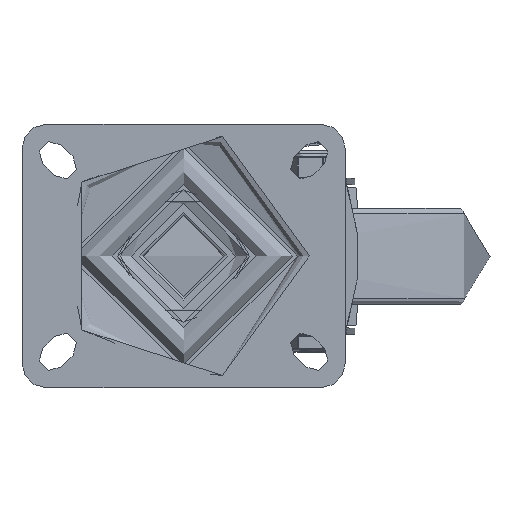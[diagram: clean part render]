
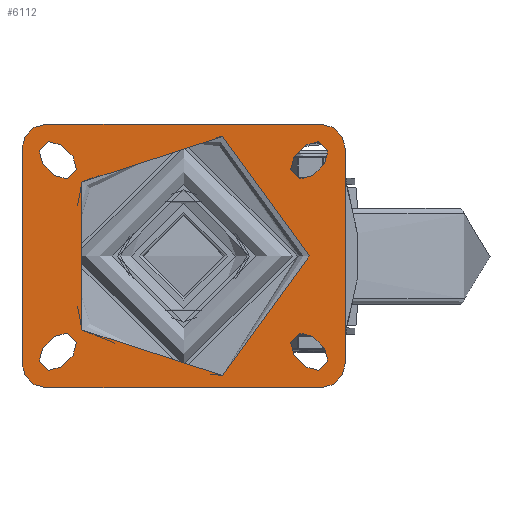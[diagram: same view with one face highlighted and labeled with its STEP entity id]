
A CAD part, top view. The second image highlights one B-rep face of the part: STEP entity #6112.
In plain terms, the highlighted planar face has unit normal (0, 0, 1).
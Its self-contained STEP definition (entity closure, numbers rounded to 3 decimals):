
#786=FACE_BOUND('',#1252,.T.);
#787=FACE_BOUND('',#1253,.T.);
#788=FACE_BOUND('',#1254,.T.);
#789=FACE_BOUND('',#1255,.T.);
#790=FACE_BOUND('',#1256,.T.);
#867=FACE_OUTER_BOUND('',#1251,.T.);
#1251=EDGE_LOOP('',(#4300,#4301,#4302,#4303,#4304,#4305,#4306,#4307));
#1252=EDGE_LOOP('',(#4308));
#1253=EDGE_LOOP('',(#4309,#4310,#4311,#4312));
#1254=EDGE_LOOP('',(#4313,#4314,#4315,#4316));
#1255=EDGE_LOOP('',(#4317,#4318,#4319,#4320));
#1256=EDGE_LOOP('',(#4321,#4322,#4323,#4324));
#1645=CIRCLE('',#6587,5.5);
#1646=CIRCLE('',#6589,5.5);
#1647=CIRCLE('',#6591,5.5);
#1648=CIRCLE('',#6593,5.5);
#1650=CIRCLE('',#6596,5.5);
#1651=CIRCLE('',#6598,5.5);
#1654=CIRCLE('',#6602,5.5);
#1655=CIRCLE('',#6604,5.5);
#1661=CIRCLE('',#6613,10.);
#1663=CIRCLE('',#6616,10.);
#1664=CIRCLE('',#6618,10.);
#1665=CIRCLE('',#6620,10.);
#1669=CIRCLE('',#6625,52.494);
#1938=LINE('',#11372,#2331);
#1939=LINE('',#11373,#2332);
#1940=LINE('',#11374,#2333);
#1941=LINE('',#11375,#2334);
#1942=LINE('',#11376,#2335);
#1943=LINE('',#11377,#2336);
#1944=LINE('',#11378,#2337);
#1945=LINE('',#11379,#2338);
#1946=LINE('',#11380,#2339);
#1947=LINE('',#11381,#2340);
#1948=LINE('',#11382,#2341);
#1949=LINE('',#11383,#2342);
#2331=VECTOR('',#7458,1000.);
#2332=VECTOR('',#7459,1000.);
#2333=VECTOR('',#7460,1000.);
#2334=VECTOR('',#7461,1000.);
#2335=VECTOR('',#7462,1000.);
#2336=VECTOR('',#7463,1000.);
#2337=VECTOR('',#7464,1000.);
#2338=VECTOR('',#7465,1000.);
#2339=VECTOR('',#7466,1000.);
#2340=VECTOR('',#7467,1000.);
#2341=VECTOR('',#7468,1000.);
#2342=VECTOR('',#7469,1000.);
#2702=VERTEX_POINT('',#8958);
#2703=VERTEX_POINT('',#8960);
#2704=VERTEX_POINT('',#8964);
#2705=VERTEX_POINT('',#8965);
#2706=VERTEX_POINT('',#8970);
#2707=VERTEX_POINT('',#8972);
#2708=VERTEX_POINT('',#8976);
#2709=VERTEX_POINT('',#8977);
#2712=VERTEX_POINT('',#8985);
#2713=VERTEX_POINT('',#8987);
#2714=VERTEX_POINT('',#8991);
#2715=VERTEX_POINT('',#8992);
#2720=VERTEX_POINT('',#9003);
#2721=VERTEX_POINT('',#9005);
#2722=VERTEX_POINT('',#9009);
#2723=VERTEX_POINT('',#9010);
#2730=VERTEX_POINT('',#9035);
#2731=VERTEX_POINT('',#9036);
#2734=VERTEX_POINT('',#9044);
#2735=VERTEX_POINT('',#9045);
#2736=VERTEX_POINT('',#9050);
#2737=VERTEX_POINT('',#9051);
#2738=VERTEX_POINT('',#9056);
#2739=VERTEX_POINT('',#9057);
#2743=VERTEX_POINT('',#9067);
#3273=EDGE_CURVE('',#2703,#2702,#1645,.T.);
#3275=EDGE_CURVE('',#2704,#2705,#1646,.T.);
#3279=EDGE_CURVE('',#2707,#2706,#1647,.T.);
#3281=EDGE_CURVE('',#2708,#2709,#1648,.T.);
#3286=EDGE_CURVE('',#2713,#2712,#1650,.T.);
#3288=EDGE_CURVE('',#2714,#2715,#1651,.T.);
#3294=EDGE_CURVE('',#2721,#2720,#1654,.T.);
#3296=EDGE_CURVE('',#2722,#2723,#1655,.T.);
#3307=EDGE_CURVE('',#2730,#2731,#1661,.T.);
#3311=EDGE_CURVE('',#2734,#2735,#1663,.T.);
#3314=EDGE_CURVE('',#2736,#2737,#1664,.T.);
#3317=EDGE_CURVE('',#2738,#2739,#1665,.T.);
#3323=EDGE_CURVE('',#2743,#2743,#1669,.T.);
#3358=EDGE_CURVE('',#2737,#2738,#1938,.T.);
#3359=EDGE_CURVE('',#2735,#2736,#1939,.T.);
#3360=EDGE_CURVE('',#2731,#2734,#1940,.T.);
#3361=EDGE_CURVE('',#2739,#2730,#1941,.T.);
#3362=EDGE_CURVE('',#2720,#2722,#1942,.T.);
#3363=EDGE_CURVE('',#2723,#2721,#1943,.T.);
#3364=EDGE_CURVE('',#2712,#2714,#1944,.T.);
#3365=EDGE_CURVE('',#2715,#2713,#1945,.T.);
#3366=EDGE_CURVE('',#2706,#2708,#1946,.T.);
#3367=EDGE_CURVE('',#2709,#2707,#1947,.T.);
#3368=EDGE_CURVE('',#2702,#2704,#1948,.T.);
#3369=EDGE_CURVE('',#2705,#2703,#1949,.T.);
#4300=ORIENTED_EDGE('',*,*,#3317,.F.);
#4301=ORIENTED_EDGE('',*,*,#3358,.F.);
#4302=ORIENTED_EDGE('',*,*,#3314,.F.);
#4303=ORIENTED_EDGE('',*,*,#3359,.F.);
#4304=ORIENTED_EDGE('',*,*,#3311,.F.);
#4305=ORIENTED_EDGE('',*,*,#3360,.F.);
#4306=ORIENTED_EDGE('',*,*,#3307,.F.);
#4307=ORIENTED_EDGE('',*,*,#3361,.F.);
#4308=ORIENTED_EDGE('',*,*,#3323,.F.);
#4309=ORIENTED_EDGE('',*,*,#3362,.T.);
#4310=ORIENTED_EDGE('',*,*,#3296,.T.);
#4311=ORIENTED_EDGE('',*,*,#3363,.T.);
#4312=ORIENTED_EDGE('',*,*,#3294,.T.);
#4313=ORIENTED_EDGE('',*,*,#3364,.T.);
#4314=ORIENTED_EDGE('',*,*,#3288,.T.);
#4315=ORIENTED_EDGE('',*,*,#3365,.T.);
#4316=ORIENTED_EDGE('',*,*,#3286,.T.);
#4317=ORIENTED_EDGE('',*,*,#3366,.T.);
#4318=ORIENTED_EDGE('',*,*,#3281,.T.);
#4319=ORIENTED_EDGE('',*,*,#3367,.T.);
#4320=ORIENTED_EDGE('',*,*,#3279,.T.);
#4321=ORIENTED_EDGE('',*,*,#3368,.T.);
#4322=ORIENTED_EDGE('',*,*,#3275,.T.);
#4323=ORIENTED_EDGE('',*,*,#3369,.T.);
#4324=ORIENTED_EDGE('',*,*,#3273,.T.);
#5959=PLANE('',#6670);
#6112=ADVANCED_FACE('',(#867,#786,#787,#788,#789,#790),#5959,.T.);
#6587=AXIS2_PLACEMENT_3D('',#8961,#7261,#7262);
#6589=AXIS2_PLACEMENT_3D('',#8966,#7266,#7267);
#6591=AXIS2_PLACEMENT_3D('',#8973,#7273,#7274);
#6593=AXIS2_PLACEMENT_3D('',#8978,#7278,#7279);
#6596=AXIS2_PLACEMENT_3D('',#8988,#7287,#7288);
#6598=AXIS2_PLACEMENT_3D('',#8993,#7292,#7293);
#6602=AXIS2_PLACEMENT_3D('',#9006,#7303,#7304);
#6604=AXIS2_PLACEMENT_3D('',#9011,#7308,#7309);
#6613=AXIS2_PLACEMENT_3D('',#9037,#7329,#7330);
#6616=AXIS2_PLACEMENT_3D('',#9046,#7337,#7338);
#6618=AXIS2_PLACEMENT_3D('',#9052,#7343,#7344);
#6620=AXIS2_PLACEMENT_3D('',#9058,#7349,#7350);
#6625=AXIS2_PLACEMENT_3D('',#9069,#7361,#7362);
#6670=AXIS2_PLACEMENT_3D('',#11371,#7456,#7457);
#7261=DIRECTION('center_axis',(0.,0.,-1.));
#7262=DIRECTION('ref_axis',(-1.,0.,0.));
#7266=DIRECTION('center_axis',(0.,0.,-1.));
#7267=DIRECTION('ref_axis',(-1.,0.,0.));
#7273=DIRECTION('center_axis',(0.,0.,-1.));
#7274=DIRECTION('ref_axis',(-1.,0.,0.));
#7278=DIRECTION('center_axis',(0.,0.,-1.));
#7279=DIRECTION('ref_axis',(-1.,0.,0.));
#7287=DIRECTION('center_axis',(0.,0.,-1.));
#7288=DIRECTION('ref_axis',(1.,0.,0.));
#7292=DIRECTION('center_axis',(0.,0.,-1.));
#7293=DIRECTION('ref_axis',(1.,0.,0.));
#7303=DIRECTION('center_axis',(0.,0.,-1.));
#7304=DIRECTION('ref_axis',(1.,0.,0.));
#7308=DIRECTION('center_axis',(0.,0.,-1.));
#7309=DIRECTION('ref_axis',(1.,0.,0.));
#7329=DIRECTION('center_axis',(0.,0.,-1.));
#7330=DIRECTION('ref_axis',(-0.707,0.707,0.));
#7337=DIRECTION('center_axis',(0.,0.,-1.));
#7338=DIRECTION('ref_axis',(0.707,0.707,0.));
#7343=DIRECTION('center_axis',(0.,0.,-1.));
#7344=DIRECTION('ref_axis',(0.707,-0.707,0.));
#7349=DIRECTION('center_axis',(0.,0.,-1.));
#7350=DIRECTION('ref_axis',(-0.707,-0.707,0.));
#7361=DIRECTION('center_axis',(0.,0.,1.));
#7362=DIRECTION('ref_axis',(-1.,0.,0.));
#7456=DIRECTION('center_axis',(0.,0.,1.));
#7457=DIRECTION('ref_axis',(1.,0.,0.));
#7458=DIRECTION('',(-1.,0.,0.));
#7459=DIRECTION('',(0.,-1.,0.));
#7460=DIRECTION('',(1.,0.,0.));
#7461=DIRECTION('',(0.,1.,0.));
#7462=DIRECTION('',(0.707,-0.707,0.));
#7463=DIRECTION('',(-0.707,0.707,0.));
#7464=DIRECTION('',(0.707,0.707,0.));
#7465=DIRECTION('',(-0.707,-0.707,0.));
#7466=DIRECTION('',(-0.707,-0.707,0.));
#7467=DIRECTION('',(0.707,0.707,0.));
#7468=DIRECTION('',(-0.707,0.707,0.));
#7469=DIRECTION('',(0.707,-0.707,0.));
#8958=CARTESIAN_POINT('',(51.086,-46.364,0.));
#8960=CARTESIAN_POINT('',(58.864,-38.586,0.));
#8961=CARTESIAN_POINT('Origin',(54.975,-42.475,0.));
#8964=CARTESIAN_POINT('',(46.136,-41.414,0.));
#8965=CARTESIAN_POINT('',(53.914,-33.636,0.));
#8966=CARTESIAN_POINT('Origin',(50.025,-37.525,0.));
#8970=CARTESIAN_POINT('',(58.864,38.586,0.));
#8972=CARTESIAN_POINT('',(51.086,46.364,0.));
#8973=CARTESIAN_POINT('Origin',(54.975,42.475,0.));
#8976=CARTESIAN_POINT('',(53.914,33.636,0.));
#8977=CARTESIAN_POINT('',(46.136,41.414,0.));
#8978=CARTESIAN_POINT('Origin',(50.025,37.525,0.));
#8985=CARTESIAN_POINT('',(-58.864,-38.586,0.));
#8987=CARTESIAN_POINT('',(-51.086,-46.364,0.));
#8988=CARTESIAN_POINT('Origin',(-54.975,-42.475,0.));
#8991=CARTESIAN_POINT('',(-53.914,-33.636,0.));
#8992=CARTESIAN_POINT('',(-46.136,-41.414,0.));
#8993=CARTESIAN_POINT('Origin',(-50.025,-37.525,0.));
#9003=CARTESIAN_POINT('',(-51.086,46.364,0.));
#9005=CARTESIAN_POINT('',(-58.864,38.586,0.));
#9006=CARTESIAN_POINT('Origin',(-54.975,42.475,0.));
#9009=CARTESIAN_POINT('',(-46.136,41.414,0.));
#9010=CARTESIAN_POINT('',(-53.914,33.636,0.));
#9011=CARTESIAN_POINT('Origin',(-50.025,37.525,0.));
#9035=CARTESIAN_POINT('',(-67.5,45.,0.));
#9036=CARTESIAN_POINT('',(-57.5,55.,0.));
#9037=CARTESIAN_POINT('Origin',(-57.5,45.,0.));
#9044=CARTESIAN_POINT('',(57.5,55.,0.));
#9045=CARTESIAN_POINT('',(67.5,45.,0.));
#9046=CARTESIAN_POINT('Origin',(57.5,45.,0.));
#9050=CARTESIAN_POINT('',(67.5,-45.,0.));
#9051=CARTESIAN_POINT('',(57.5,-55.,0.));
#9052=CARTESIAN_POINT('Origin',(57.5,-45.,0.));
#9056=CARTESIAN_POINT('',(-57.5,-55.,0.));
#9057=CARTESIAN_POINT('',(-67.5,-45.,0.));
#9058=CARTESIAN_POINT('Origin',(-57.5,-45.,0.));
#9067=CARTESIAN_POINT('',(52.494,0.,0.));
#9069=CARTESIAN_POINT('Origin',(0.,0.,0.));
#11371=CARTESIAN_POINT('Origin',(0.,0.,0.));
#11372=CARTESIAN_POINT('',(67.5,-55.,0.));
#11373=CARTESIAN_POINT('',(67.5,55.,0.));
#11374=CARTESIAN_POINT('',(-67.5,55.,0.));
#11375=CARTESIAN_POINT('',(-67.5,-55.,0.));
#11376=CARTESIAN_POINT('',(-51.086,46.364,0.));
#11377=CARTESIAN_POINT('',(-58.864,38.586,0.));
#11378=CARTESIAN_POINT('',(-58.864,-38.586,0.));
#11379=CARTESIAN_POINT('',(-51.086,-46.364,0.));
#11380=CARTESIAN_POINT('',(58.864,38.586,0.));
#11381=CARTESIAN_POINT('',(51.086,46.364,0.));
#11382=CARTESIAN_POINT('',(51.086,-46.364,0.));
#11383=CARTESIAN_POINT('',(58.864,-38.586,0.));
